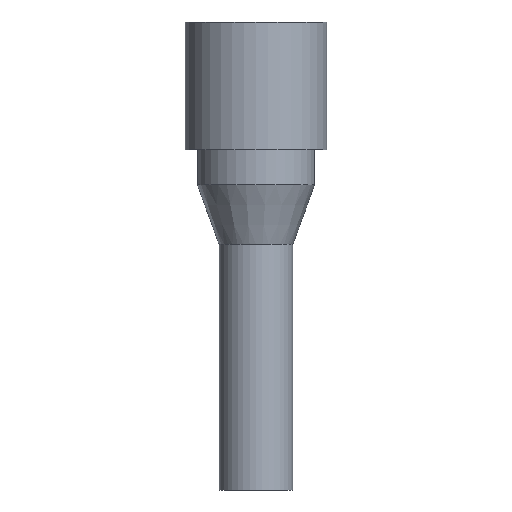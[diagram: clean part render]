
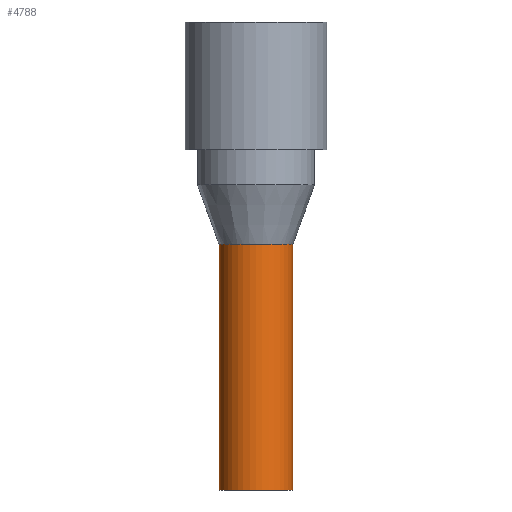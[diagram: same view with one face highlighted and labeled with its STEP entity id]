
A CAD part, front view. The second image highlights one B-rep face of the part: STEP entity #4788.
In plain terms, the highlighted cylindrical face has radius 8.255 mm (diameter 16.51 mm), a full revolution.
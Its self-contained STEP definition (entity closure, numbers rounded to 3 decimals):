
#116=CYLINDRICAL_SURFACE($,#5275,8.255);
#328=CIRCLE($,#5266,8.255);
#333=CIRCLE($,#5276,8.255);
#445=FACE_BOUND($,#1226,.T.);
#848=FACE_OUTER_BOUND($,#1225,.T.);
#1225=EDGE_LOOP($,(#4189));
#1226=EDGE_LOOP($,(#4190));
#2350=VERTEX_POINT($,#8785);
#2355=VERTEX_POINT($,#8804);
#2962=EDGE_CURVE($,#2350,#2350,#328,.T.);
#2971=EDGE_CURVE($,#2355,#2355,#333,.T.);
#4189=ORIENTED_EDGE($,*,*,#2962,.T.);
#4190=ORIENTED_EDGE($,*,*,#2971,.F.);
#4788=ADVANCED_FACE($,(#848,#445),#116,.T.);
#5266=AXIS2_PLACEMENT_3D($,#8786,#6443,#6444);
#5275=AXIS2_PLACEMENT_3D($,#8803,#6465,#6466);
#5276=AXIS2_PLACEMENT_3D($,#8805,#6467,#6468);
#6443=DIRECTION('center_axis',(0.,0.,1.));
#6444=DIRECTION('ref_axis',(-1.,0.,0.));
#6465=DIRECTION('center_axis',(0.,0.,-1.));
#6466=DIRECTION('ref_axis',(-1.,0.,0.));
#6467=DIRECTION('center_axis',(0.,0.,1.));
#6468=DIRECTION('ref_axis',(1.,0.,0.));
#8785=CARTESIAN_POINT('',(8.255,-14.481,-109.58));
#8786=CARTESIAN_POINT('Origin',(0.,-14.481,-109.58));
#8803=CARTESIAN_POINT('Origin',(0.,-14.481,-54.58));
#8804=CARTESIAN_POINT('',(-8.255,-14.481,-54.58));
#8805=CARTESIAN_POINT('Origin',(0.,-14.481,-54.58));
